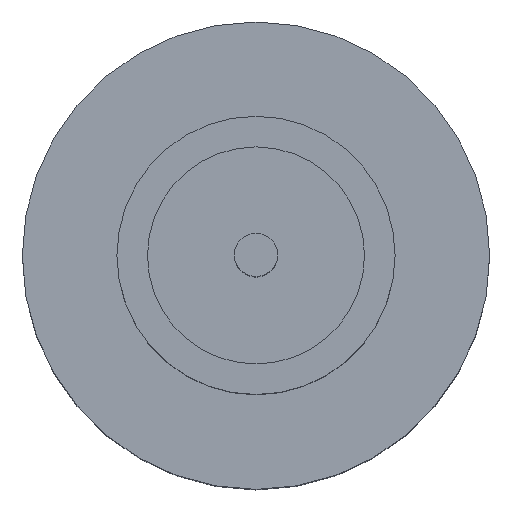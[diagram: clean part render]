
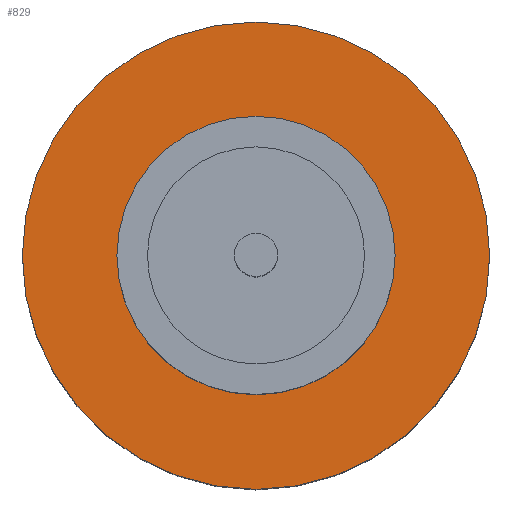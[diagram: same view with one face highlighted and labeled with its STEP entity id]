
A CAD part, top view. The second image highlights one B-rep face of the part: STEP entity #829.
In plain terms, the highlighted planar face has unit normal (0, 0, 1).
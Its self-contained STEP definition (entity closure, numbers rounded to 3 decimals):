
#9 = DIRECTION ( 'NONE',  ( 1., 0., 0. ) ) ;
#47 = EDGE_CURVE ( 'NONE', #407, #199, #694, .T. ) ;
#79 = EDGE_CURVE ( 'NONE', #474, #806, #943, .T. ) ;
#95 = DIRECTION ( 'NONE',  ( 0., 0., 1. ) ) ;
#125 = FACE_OUTER_BOUND ( 'NONE', #643, .T. ) ;
#186 = AXIS2_PLACEMENT_3D ( 'NONE', #774, #549, #691 ) ;
#194 = PLANE ( 'NONE',  #811 ) ;
#199 = VERTEX_POINT ( 'NONE', #682 ) ;
#266 = CARTESIAN_POINT ( 'NONE',  ( 1.25, 0., 1.55 ) ) ;
#314 = DIRECTION ( 'NONE',  ( 0., 0., 1. ) ) ;
#315 = CARTESIAN_POINT ( 'NONE',  ( -1.25, 0., 1.55 ) ) ;
#344 = DIRECTION ( 'NONE',  ( 0., 0., 1. ) ) ;
#348 = ORIENTED_EDGE ( 'NONE', *, *, #657, .T. ) ;
#357 = CARTESIAN_POINT ( 'NONE',  ( -2.1, 0., 1.55 ) ) ;
#363 = DIRECTION ( 'NONE',  ( 1., 0., 0. ) ) ;
#377 = AXIS2_PLACEMENT_3D ( 'NONE', #751, #314, #530 ) ;
#400 = EDGE_CURVE ( 'NONE', #806, #474, #604, .T. ) ;
#407 = VERTEX_POINT ( 'NONE', #357 ) ;
#474 = VERTEX_POINT ( 'NONE', #315 ) ;
#491 = AXIS2_PLACEMENT_3D ( 'NONE', #670, #95, #9 ) ;
#496 = CARTESIAN_POINT ( 'NONE',  ( 0., 0., 1.55 ) ) ;
#524 = FACE_BOUND ( 'NONE', #933, .T. ) ;
#528 = ORIENTED_EDGE ( 'NONE', *, *, #47, .T. ) ;
#530 = DIRECTION ( 'NONE',  ( 1., 0., 0. ) ) ;
#549 = DIRECTION ( 'NONE',  ( 0., 0., 1. ) ) ;
#577 = DIRECTION ( 'NONE',  ( 0., 0., 1. ) ) ;
#604 = CIRCLE ( 'NONE', #935, 1.25 ) ;
#620 = ORIENTED_EDGE ( 'NONE', *, *, #79, .F. ) ;
#622 = ORIENTED_EDGE ( 'NONE', *, *, #400, .F. ) ;
#643 = EDGE_LOOP ( 'NONE', ( #528, #348 ) ) ;
#652 = CIRCLE ( 'NONE', #186, 2.1 ) ;
#657 = EDGE_CURVE ( 'NONE', #199, #407, #652, .T. ) ;
#670 = CARTESIAN_POINT ( 'NONE',  ( 0., 0., 1.55 ) ) ;
#682 = CARTESIAN_POINT ( 'NONE',  ( 2.1, 0., 1.55 ) ) ;
#691 = DIRECTION ( 'NONE',  ( 1., 0., 0. ) ) ;
#694 = CIRCLE ( 'NONE', #377, 2.1 ) ;
#751 = CARTESIAN_POINT ( 'NONE',  ( 0., 0., 1.55 ) ) ;
#774 = CARTESIAN_POINT ( 'NONE',  ( 0., 0., 1.55 ) ) ;
#791 = CARTESIAN_POINT ( 'NONE',  ( 0., 0., 1.55 ) ) ;
#806 = VERTEX_POINT ( 'NONE', #266 ) ;
#811 = AXIS2_PLACEMENT_3D ( 'NONE', #496, #344, #854 ) ;
#829 = ADVANCED_FACE ( 'NONE', ( #524, #125 ), #194, .T. ) ;
#854 = DIRECTION ( 'NONE',  ( 1., 0., 0. ) ) ;
#933 = EDGE_LOOP ( 'NONE', ( #622, #620 ) ) ;
#935 = AXIS2_PLACEMENT_3D ( 'NONE', #791, #577, #363 ) ;
#943 = CIRCLE ( 'NONE', #491, 1.25 ) ;
